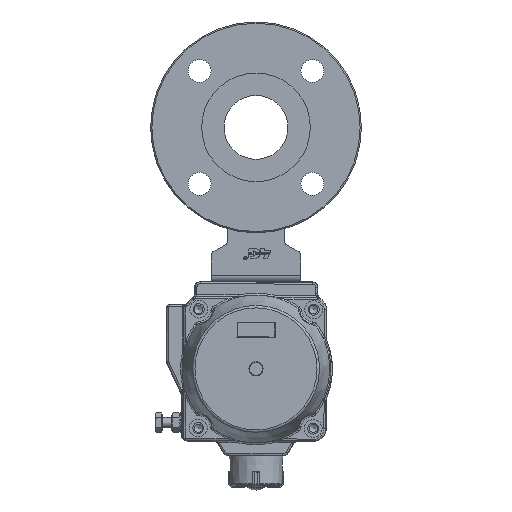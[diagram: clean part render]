
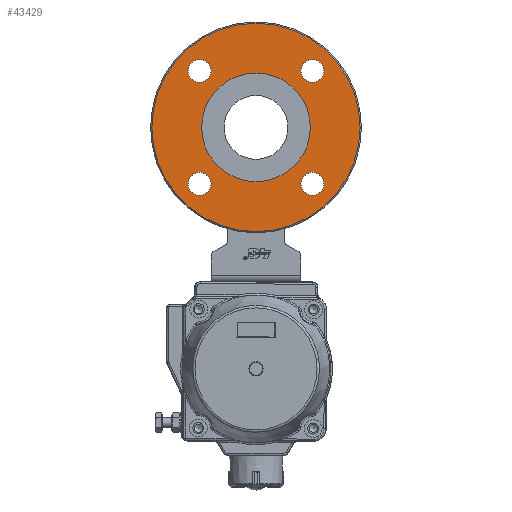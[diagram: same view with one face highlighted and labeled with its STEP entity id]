
A CAD part, front view. The second image highlights one B-rep face of the part: STEP entity #43429.
In plain terms, the highlighted planar face has unit normal (0, -1, 0).
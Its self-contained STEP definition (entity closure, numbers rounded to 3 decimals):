
#3215=CIRCLE('',#50289,42.5);
#3219=CIRCLE('',#50296,81.5);
#3220=CIRCLE('',#50297,9.);
#3221=CIRCLE('',#50298,9.);
#3222=CIRCLE('',#50299,9.);
#3223=CIRCLE('',#50300,9.);
#17979=ORIENTED_EDGE('',*,*,#24501,.T.);
#17980=ORIENTED_EDGE('',*,*,#24497,.T.);
#17981=ORIENTED_EDGE('',*,*,#24502,.F.);
#17982=ORIENTED_EDGE('',*,*,#24503,.F.);
#17983=ORIENTED_EDGE('',*,*,#24504,.F.);
#17984=ORIENTED_EDGE('',*,*,#24505,.F.);
#24497=EDGE_CURVE('',#28638,#28638,#3215,.T.);
#24501=EDGE_CURVE('',#28642,#28642,#3219,.T.);
#24502=EDGE_CURVE('',#28643,#28643,#3220,.T.);
#24503=EDGE_CURVE('',#28644,#28644,#3221,.T.);
#24504=EDGE_CURVE('',#28645,#28645,#3222,.T.);
#24505=EDGE_CURVE('',#28646,#28646,#3223,.T.);
#28638=VERTEX_POINT('',#102042);
#28642=VERTEX_POINT('',#102053);
#28643=VERTEX_POINT('',#102055);
#28644=VERTEX_POINT('',#102057);
#28645=VERTEX_POINT('',#102059);
#28646=VERTEX_POINT('',#102061);
#36688=EDGE_LOOP('',(#17979));
#36689=EDGE_LOOP('',(#17980));
#36690=EDGE_LOOP('',(#17981));
#36691=EDGE_LOOP('',(#17982));
#36692=EDGE_LOOP('',(#17983));
#36693=EDGE_LOOP('',(#17984));
#39880=FACE_BOUND('',#36688,.T.);
#39881=FACE_BOUND('',#36689,.T.);
#39882=FACE_BOUND('',#36690,.T.);
#39883=FACE_BOUND('',#36691,.T.);
#39884=FACE_BOUND('',#36692,.T.);
#39885=FACE_BOUND('',#36693,.T.);
#40796=PLANE('',#50295);
#43429=ADVANCED_FACE('',(#39880,#39881,#39882,#39883,#39884,#39885),#40796,
 .T.);
#50289=AXIS2_PLACEMENT_3D('',#102041,#60697,#60698);
#50295=AXIS2_PLACEMENT_3D('',#102051,#60709,#60710);
#50296=AXIS2_PLACEMENT_3D('',#102052,#60711,#60712);
#50297=AXIS2_PLACEMENT_3D('',#102054,#60713,#60714);
#50298=AXIS2_PLACEMENT_3D('',#102056,#60715,#60716);
#50299=AXIS2_PLACEMENT_3D('',#102058,#60717,#60718);
#50300=AXIS2_PLACEMENT_3D('',#102060,#60719,#60720);
#60697=DIRECTION('',(0.,1.,0.));
#60698=DIRECTION('',(1.,0.,0.));
#60709=DIRECTION('',(0.,-1.,0.));
#60710=DIRECTION('',(0.,0.,-1.));
#60711=DIRECTION('',(0.,-1.,0.));
#60712=DIRECTION('',(0.,0.,-1.));
#60713=DIRECTION('',(0.,-1.,0.));
#60714=DIRECTION('',(-1.,0.,0.));
#60715=DIRECTION('',(0.,-1.,0.));
#60716=DIRECTION('',(-1.,0.,0.));
#60717=DIRECTION('',(0.,-1.,0.));
#60718=DIRECTION('',(-1.,0.,0.));
#60719=DIRECTION('',(0.,-1.,0.));
#60720=DIRECTION('',(-1.,0.,0.));
#102041=CARTESIAN_POINT('',(0.,-73.,0.));
#102042=CARTESIAN_POINT('',(42.5,-73.,0.));
#102051=CARTESIAN_POINT('',(0.,-73.,0.));
#102052=CARTESIAN_POINT('',(0.,-73.,0.));
#102053=CARTESIAN_POINT('',(0.,-73.,-81.5));
#102054=CARTESIAN_POINT('',(44.194,-73.,44.194));
#102055=CARTESIAN_POINT('',(35.194,-73.,44.194));
#102056=CARTESIAN_POINT('',(-44.194,-73.,44.194));
#102057=CARTESIAN_POINT('',(-53.194,-73.,44.194));
#102058=CARTESIAN_POINT('',(-44.194,-73.,-44.194));
#102059=CARTESIAN_POINT('',(-53.194,-73.,-44.194));
#102060=CARTESIAN_POINT('',(44.194,-73.,-44.194));
#102061=CARTESIAN_POINT('',(35.194,-73.,-44.194));
